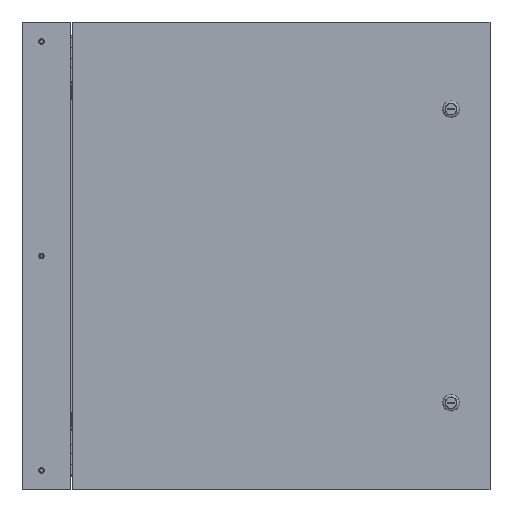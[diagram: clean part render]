
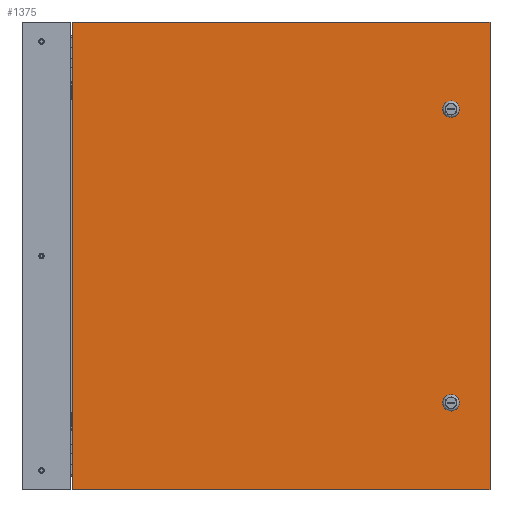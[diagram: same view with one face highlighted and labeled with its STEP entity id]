
A CAD part, front view. The second image highlights one B-rep face of the part: STEP entity #1375.
In plain terms, the highlighted planar face has unit normal (0, -1, 0).
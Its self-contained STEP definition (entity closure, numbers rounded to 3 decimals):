
#1375 = ADVANCED_FACE( '', ( #2917, #2918, #2919 ), #2920, .T. );
#2917 = FACE_BOUND( '', #12162, .T. );
#2918 = FACE_BOUND( '', #12163, .T. );
#2919 = FACE_OUTER_BOUND( '', #12164, .T. );
#2920 = PLANE( '', #12165 );
#12162 = EDGE_LOOP( '', ( #35074, #35075, #35076, #35077 ) );
#12163 = EDGE_LOOP( '', ( #35078, #35079, #35080, #35081 ) );
#12164 = EDGE_LOOP( '', ( #35082, #35083, #35084, #35085 ) );
#12165 = AXIS2_PLACEMENT_3D( '', #35086, #35087, #35088 );
#35074 = ORIENTED_EDGE( '', *, *, #39216, .F. );
#35075 = ORIENTED_EDGE( '', *, *, #39217, .F. );
#35076 = ORIENTED_EDGE( '', *, *, #39071, .F. );
#35077 = ORIENTED_EDGE( '', *, *, #38585, .F. );
#35078 = ORIENTED_EDGE( '', *, *, #38594, .F. );
#35079 = ORIENTED_EDGE( '', *, *, #39218, .F. );
#35080 = ORIENTED_EDGE( '', *, *, #39219, .F. );
#35081 = ORIENTED_EDGE( '', *, *, #38441, .F. );
#35082 = ORIENTED_EDGE( '', *, *, #39220, .T. );
#35083 = ORIENTED_EDGE( '', *, *, #39221, .T. );
#35084 = ORIENTED_EDGE( '', *, *, #39222, .T. );
#35085 = ORIENTED_EDGE( '', *, *, #38991, .T. );
#35086 = CARTESIAN_POINT( '', ( 0., 0., 0. ) );
#35087 = DIRECTION( '', ( 0., -1., 0. ) );
#35088 = DIRECTION( '', ( 0., 0., -1. ) );
#38441 = EDGE_CURVE( '', #40477, #40479, #40480, .T. );
#38585 = EDGE_CURVE( '', #40727, #40729, #40730, .T. );
#38594 = EDGE_CURVE( '', #40742, #40477, #40744, .T. );
#38991 = EDGE_CURVE( '', #41400, #41401, #41402, .T. );
#39071 = EDGE_CURVE( '', #40729, #41533, #41534, .T. );
#39216 = EDGE_CURVE( '', #41763, #40727, #41764, .T. );
#39217 = EDGE_CURVE( '', #41533, #41763, #41765, .T. );
#39218 = EDGE_CURVE( '', #41766, #40742, #41767, .T. );
#39219 = EDGE_CURVE( '', #40479, #41766, #41768, .T. );
#39220 = EDGE_CURVE( '', #41401, #41769, #41770, .T. );
#39221 = EDGE_CURVE( '', #41769, #41771, #41772, .T. );
#39222 = EDGE_CURVE( '', #41771, #41400, #41773, .T. );
#40477 = VERTEX_POINT( '', #43674 );
#40479 = VERTEX_POINT( '', #43677 );
#40480 = LINE( '', #43678, #43679 );
#40727 = VERTEX_POINT( '', #44171 );
#40729 = VERTEX_POINT( '', #44174 );
#40730 = LINE( '', #44175, #44176 );
#40742 = VERTEX_POINT( '', #44193 );
#40744 = CIRCLE( '', #44196, 9.716 );
#41400 = VERTEX_POINT( '', #45689 );
#41401 = VERTEX_POINT( '', #45690 );
#41402 = LINE( '', #45691, #45692 );
#41533 = VERTEX_POINT( '', #45986 );
#41534 = CIRCLE( '', #45987, 9.716 );
#41763 = VERTEX_POINT( '', #46420 );
#41764 = CIRCLE( '', #46421, 9.716 );
#41765 = LINE( '', #46422, #46423 );
#41766 = VERTEX_POINT( '', #46424 );
#41767 = LINE( '', #46425, #46426 );
#41768 = CIRCLE( '', #46427, 9.716 );
#41769 = VERTEX_POINT( '', #46428 );
#41770 = LINE( '', #46429, #46430 );
#41771 = VERTEX_POINT( '', #46431 );
#41772 = LINE( '', #46432, #46433 );
#41773 = LINE( '', #46434, #46435 );
#43674 = CARTESIAN_POINT( '', ( 226.822, 0., -197.878 ) );
#43677 = CARTESIAN_POINT( '', ( 226.822, 0., -208.522 ) );
#43678 = CARTESIAN_POINT( '', ( 226.822, 0., -197.878 ) );
#43679 = VECTOR( '', #49530, 1000. );
#44171 = CARTESIAN_POINT( '', ( 226.822, 0., 208.522 ) );
#44174 = CARTESIAN_POINT( '', ( 226.822, 0., 197.878 ) );
#44175 = CARTESIAN_POINT( '', ( 226.822, 0., 208.522 ) );
#44176 = VECTOR( '', #49692, 1000. );
#44193 = CARTESIAN_POINT( '', ( 243.078, 0., -197.878 ) );
#44196 = AXIS2_PLACEMENT_3D( '', #49699, #49700, #49701 );
#45689 = CARTESIAN_POINT( '', ( 288.925, 0., 323.85 ) );
#45690 = CARTESIAN_POINT( '', ( -288.925, 0., 323.85 ) );
#45691 = CARTESIAN_POINT( '', ( 288.925, 0., 323.85 ) );
#45692 = VECTOR( '', #50090, 1000. );
#45986 = CARTESIAN_POINT( '', ( 243.078, 0., 197.878 ) );
#45987 = AXIS2_PLACEMENT_3D( '', #50182, #50183, #50184 );
#46420 = CARTESIAN_POINT( '', ( 243.078, 0., 208.522 ) );
#46421 = AXIS2_PLACEMENT_3D( '', #50329, #50330, #50331 );
#46422 = CARTESIAN_POINT( '', ( 243.078, 0., 208.522 ) );
#46423 = VECTOR( '', #50332, 1000. );
#46424 = CARTESIAN_POINT( '', ( 243.078, 0., -208.522 ) );
#46425 = CARTESIAN_POINT( '', ( 243.078, 0., -197.878 ) );
#46426 = VECTOR( '', #50333, 1000. );
#46427 = AXIS2_PLACEMENT_3D( '', #50334, #50335, #50336 );
#46428 = CARTESIAN_POINT( '', ( -288.925, 0., -323.85 ) );
#46429 = CARTESIAN_POINT( '', ( -288.925, 0., 323.85 ) );
#46430 = VECTOR( '', #50337, 1000. );
#46431 = CARTESIAN_POINT( '', ( 288.925, 0., -323.85 ) );
#46432 = CARTESIAN_POINT( '', ( -288.925, 0., -323.85 ) );
#46433 = VECTOR( '', #50338, 1000. );
#46434 = CARTESIAN_POINT( '', ( 288.925, 0., -323.85 ) );
#46435 = VECTOR( '', #50339, 1000. );
#49530 = DIRECTION( '', ( 0., 0., -1. ) );
#49692 = DIRECTION( '', ( 0., 0., -1. ) );
#49699 = CARTESIAN_POINT( '', ( 234.95, 0., -203.2 ) );
#49700 = DIRECTION( '', ( 0., -1., 0. ) );
#49701 = DIRECTION( '', ( 1., 0., 0. ) );
#50090 = DIRECTION( '', ( -1., 0., 0. ) );
#50182 = CARTESIAN_POINT( '', ( 234.95, 0., 203.2 ) );
#50183 = DIRECTION( '', ( 0., -1., 0. ) );
#50184 = DIRECTION( '', ( 1., 0., 0. ) );
#50329 = CARTESIAN_POINT( '', ( 234.95, 0., 203.2 ) );
#50330 = DIRECTION( '', ( 0., -1., 0. ) );
#50331 = DIRECTION( '', ( 1., 0., 0. ) );
#50332 = DIRECTION( '', ( 0., 0., 1. ) );
#50333 = DIRECTION( '', ( 0., 0., 1. ) );
#50334 = CARTESIAN_POINT( '', ( 234.95, 0., -203.2 ) );
#50335 = DIRECTION( '', ( 0., -1., 0. ) );
#50336 = DIRECTION( '', ( 1., 0., 0. ) );
#50337 = DIRECTION( '', ( 0., 0., -1. ) );
#50338 = DIRECTION( '', ( 1., 0., 0. ) );
#50339 = DIRECTION( '', ( 0., 0., 1. ) );
